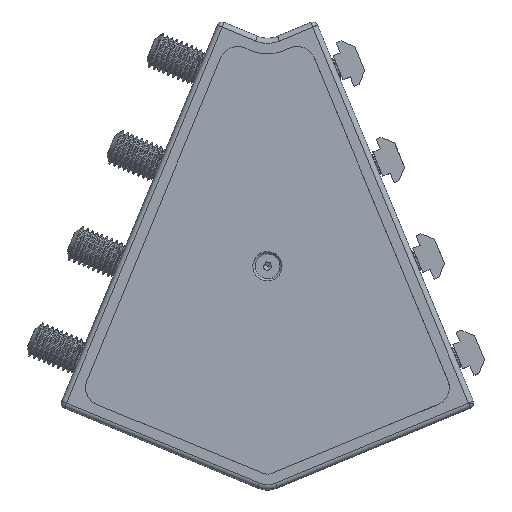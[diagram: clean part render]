
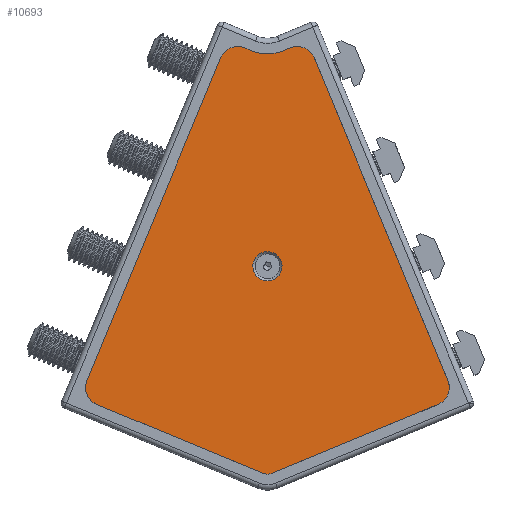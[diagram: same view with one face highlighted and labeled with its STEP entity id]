
A CAD part, top view. The second image highlights one B-rep face of the part: STEP entity #10693.
In plain terms, the highlighted planar face has unit normal (0, 0, 1).
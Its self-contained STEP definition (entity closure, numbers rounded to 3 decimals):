
#369 = CIRCLE ( 'NONE', #6766, 7. ) ;
#375 = CIRCLE ( 'NONE', #6767, 7. ) ;
#377 = CIRCLE ( 'NONE', #6768, 16. ) ;
#378 = CIRCLE ( 'NONE', #6769, 7. ) ;
#379 = CIRCLE ( 'NONE', #6770, 7. ) ;
#380 = CIRCLE ( 'NONE', #6771, 4. ) ;
#381 = CIRCLE ( 'NONE', #6772, 5.6 ) ;
#383 = LINE ( 'NONE', #5138, #394 ) ;
#387 = LINE ( 'NONE', #5155, #390 ) ;
#390 = VECTOR ( 'NONE', #5156, 1000. ) ;
#391 = LINE ( 'NONE', #5151, #402 ) ;
#394 = VECTOR ( 'NONE', #5160, 1000. ) ;
#402 = VECTOR ( 'NONE', #5168, 1000. ) ;
#407 = LINE ( 'NONE', #5166, #418 ) ;
#411 = LINE ( 'NONE', #5179, #414 ) ;
#414 = VECTOR ( 'NONE', #5180, 1000. ) ;
#418 = VECTOR ( 'NONE', #5183, 1000. ) ;
#427 = LINE ( 'NONE', #5194, #430 ) ;
#430 = VECTOR ( 'NONE', #5195, 1000. ) ;
#436 = CIRCLE ( 'NONE', #6774, 5.6 ) ;
#5126 = CARTESIAN_POINT ( 'NONE',  ( -59.751, 92.65, 3. ) ) ;
#5127 = DIRECTION ( 'NONE',  ( 0., 0., 1. ) ) ;
#5128 = DIRECTION ( 'NONE',  ( 1., 0., 0. ) ) ;
#5129 = CARTESIAN_POINT ( 'NONE',  ( 35.001, -2.102, 3. ) ) ;
#5130 = DIRECTION ( 'NONE',  ( 0., 0., 1. ) ) ;
#5131 = DIRECTION ( 'NONE',  ( 1., 0., 0. ) ) ;
#5132 = CARTESIAN_POINT ( 'NONE',  ( 49.236, -20.394, 3. ) ) ;
#5133 = DIRECTION ( 'NONE',  ( 0., 0., -1. ) ) ;
#5134 = DIRECTION ( 'NONE',  ( 1., 0., 0. ) ) ;
#5135 = CARTESIAN_POINT ( 'NONE',  ( 26.236, -23.263, 3. ) ) ;
#5136 = DIRECTION ( 'NONE',  ( 0., 0., 1. ) ) ;
#5137 = DIRECTION ( 'NONE',  ( 1., 0., 0. ) ) ;
#5138 = CARTESIAN_POINT ( 'NONE',  ( 33.236, -30.263, 3. ) ) ;
#5139 = CARTESIAN_POINT ( 'NONE',  ( -107.764, -23.263, 3. ) ) ;
#5140 = DIRECTION ( 'NONE',  ( 0., 0., 1. ) ) ;
#5141 = DIRECTION ( 'NONE',  ( 1., 0., 0. ) ) ;
#5143 = CARTESIAN_POINT ( 'NONE',  ( -110.764, 45.88, 3. ) ) ;
#5144 = DIRECTION ( 'NONE',  ( 0., 0., 1. ) ) ;
#5145 = DIRECTION ( 'NONE',  ( 1., 0., 0. ) ) ;
#5148 = CARTESIAN_POINT ( 'NONE',  ( -40.764, 16.885, 3. ) ) ;
#5149 = DIRECTION ( 'NONE',  ( 0., 0., 1. ) ) ;
#5150 = DIRECTION ( 'NONE',  ( 1., 0., 0. ) ) ;
#5151 = CARTESIAN_POINT ( 'NONE',  ( 33.236, -30.263, 3. ) ) ;
#5155 = CARTESIAN_POINT ( 'NONE',  ( 44.901, -2.102, 3. ) ) ;
#5156 = DIRECTION ( 'NONE',  ( 0.707, 0.707, 0. ) ) ;
#5160 = DIRECTION ( 'NONE',  ( 0., 1., 0. ) ) ;
#5166 = CARTESIAN_POINT ( 'NONE',  ( -59.751, 102.55, 3. ) ) ;
#5168 = DIRECTION ( 'NONE',  ( 1., 0., 0. ) ) ;
#5179 = CARTESIAN_POINT ( 'NONE',  ( -114.764, -30.263, 3. ) ) ;
#5180 = DIRECTION ( 'NONE',  ( 0., -1., 0. ) ) ;
#5183 = DIRECTION ( 'NONE',  ( -0.707, -0.707, 0. ) ) ;
#5194 = CARTESIAN_POINT ( 'NONE',  ( 44.901, -2.102, 3. ) ) ;
#5195 = DIRECTION ( 'NONE',  ( -0.707, 0.707, 0. ) ) ;
#5206 = CARTESIAN_POINT ( 'NONE',  ( -40.764, 16.885, 3. ) ) ;
#5207 = DIRECTION ( 'NONE',  ( 0., 0., 1. ) ) ;
#5208 = DIRECTION ( 'NONE',  ( 1., 0., 0. ) ) ;
#5266 = EDGE_LOOP ( 'NONE', ( #6692, #6693, #6694, #6695, #6696, #6697, #6698, #6699, #6700, #6701, #6702, #6703 ) ) ;
#5280 = EDGE_LOOP ( 'NONE', ( #6690, #6691 ) ) ;
#6690 = ORIENTED_EDGE ( 'NONE', *, *, #8331, .F. ) ;
#6691 = ORIENTED_EDGE ( 'NONE', *, *, #8360, .F. ) ;
#6692 = ORIENTED_EDGE ( 'NONE', *, *, #8349, .T. ) ;
#6693 = ORIENTED_EDGE ( 'NONE', *, *, #8330, .T. ) ;
#6694 = ORIENTED_EDGE ( 'NONE', *, *, #8347, .T. ) ;
#6695 = ORIENTED_EDGE ( 'NONE', *, *, #8329, .T. ) ;
#6696 = ORIENTED_EDGE ( 'NONE', *, *, #8341, .T. ) ;
#6697 = ORIENTED_EDGE ( 'NONE', *, *, #8328, .T. ) ;
#6698 = ORIENTED_EDGE ( 'NONE', *, *, #8337, .T. ) ;
#6699 = ORIENTED_EDGE ( 'NONE', *, *, #8327, .T. ) ;
#6700 = ORIENTED_EDGE ( 'NONE', *, *, #8335, .T. ) ;
#6701 = ORIENTED_EDGE ( 'NONE', *, *, #8326, .T. ) ;
#6702 = ORIENTED_EDGE ( 'NONE', *, *, #8355, .T. ) ;
#6703 = ORIENTED_EDGE ( 'NONE', *, *, #8325, .T. ) ;
#6766 = AXIS2_PLACEMENT_3D ( 'NONE', #5126, #5127, #5128 ) ;
#6767 = AXIS2_PLACEMENT_3D ( 'NONE', #5129, #5130, #5131 ) ;
#6768 = AXIS2_PLACEMENT_3D ( 'NONE', #5132, #5133, #5134 ) ;
#6769 = AXIS2_PLACEMENT_3D ( 'NONE', #5135, #5136, #5137 ) ;
#6770 = AXIS2_PLACEMENT_3D ( 'NONE', #5139, #5140, #5141 ) ;
#6771 = AXIS2_PLACEMENT_3D ( 'NONE', #5143, #5144, #5145 ) ;
#6772 = AXIS2_PLACEMENT_3D ( 'NONE', #5148, #5149, #5150 ) ;
#6774 = AXIS2_PLACEMENT_3D ( 'NONE', #5206, #5207, #5208 ) ;
#8325 = EDGE_CURVE ( 'NONE', #17757, #17742, #369, .T. ) ;
#8326 = EDGE_CURVE ( 'NONE', #17728, #17747, #375, .T. ) ;
#8327 = EDGE_CURVE ( 'NONE', #17729, #17731, #377, .T. ) ;
#8328 = EDGE_CURVE ( 'NONE', #17733, #17730, #378, .T. ) ;
#8329 = EDGE_CURVE ( 'NONE', #17740, #17734, #379, .T. ) ;
#8330 = EDGE_CURVE ( 'NONE', #17741, #17743, #380, .T. ) ;
#8331 = EDGE_CURVE ( 'NONE', #17750, #17751, #381, .T. ) ;
#8335 = EDGE_CURVE ( 'NONE', #17731, #17728, #387, .T. ) ;
#8337 = EDGE_CURVE ( 'NONE', #17730, #17729, #383, .T. ) ;
#8341 = EDGE_CURVE ( 'NONE', #17734, #17733, #391, .T. ) ;
#8347 = EDGE_CURVE ( 'NONE', #17743, #17740, #411, .T. ) ;
#8349 = EDGE_CURVE ( 'NONE', #17742, #17741, #407, .T. ) ;
#8355 = EDGE_CURVE ( 'NONE', #17747, #17757, #427, .T. ) ;
#8360 = EDGE_CURVE ( 'NONE', #17751, #17750, #436, .T. ) ;
#9172 = AXIS2_PLACEMENT_3D ( 'NONE', #10367, #10376, #10377 ) ;
#10367 = CARTESIAN_POINT ( 'NONE',  ( 0., 0., 3. ) ) ;
#10371 = PLANE ( 'NONE',  #9172 ) ;
#10376 = DIRECTION ( 'NONE',  ( 0., 0., 1. ) ) ;
#10377 = DIRECTION ( 'NONE',  ( 1., 0., 0. ) ) ;
#10693 = ADVANCED_FACE ( 'NONE', ( #16746, #16749 ), #10371, .T. ) ;
#16746 = FACE_BOUND ( 'NONE', #5280, .T. ) ;
#16749 = FACE_OUTER_BOUND ( 'NONE', #5266, .T. ) ;
#17728 = VERTEX_POINT ( 'NONE', #18525 ) ;
#17729 = VERTEX_POINT ( 'NONE', #18526 ) ;
#17730 = VERTEX_POINT ( 'NONE', #18527 ) ;
#17731 = VERTEX_POINT ( 'NONE', #18528 ) ;
#17733 = VERTEX_POINT ( 'NONE', #18530 ) ;
#17734 = VERTEX_POINT ( 'NONE', #18531 ) ;
#17740 = VERTEX_POINT ( 'NONE', #18537 ) ;
#17741 = VERTEX_POINT ( 'NONE', #18538 ) ;
#17742 = VERTEX_POINT ( 'NONE', #18539 ) ;
#17743 = VERTEX_POINT ( 'NONE', #18540 ) ;
#17747 = VERTEX_POINT ( 'NONE', #18544 ) ;
#17750 = VERTEX_POINT ( 'NONE', #18547 ) ;
#17751 = VERTEX_POINT ( 'NONE', #18548 ) ;
#17757 = VERTEX_POINT ( 'NONE', #18554 ) ;
#18525 = CARTESIAN_POINT ( 'NONE',  ( 39.951, -7.052, 3. ) ) ;
#18526 = CARTESIAN_POINT ( 'NONE',  ( 33.236, -20.394, 3. ) ) ;
#18527 = CARTESIAN_POINT ( 'NONE',  ( 33.236, -23.263, 3. ) ) ;
#18528 = CARTESIAN_POINT ( 'NONE',  ( 37.922, -9.08, 3. ) ) ;
#18530 = CARTESIAN_POINT ( 'NONE',  ( 26.236, -30.263, 3. ) ) ;
#18531 = CARTESIAN_POINT ( 'NONE',  ( -107.764, -30.263, 3. ) ) ;
#18537 = CARTESIAN_POINT ( 'NONE',  ( -114.764, -23.263, 3. ) ) ;
#18538 = CARTESIAN_POINT ( 'NONE',  ( -113.593, 48.708, 3. ) ) ;
#18539 = CARTESIAN_POINT ( 'NONE',  ( -64.701, 97.6, 3. ) ) ;
#18540 = CARTESIAN_POINT ( 'NONE',  ( -114.764, 45.88, 3. ) ) ;
#18544 = CARTESIAN_POINT ( 'NONE',  ( 39.951, 2.848, 3. ) ) ;
#18547 = CARTESIAN_POINT ( 'NONE',  ( -35.164, 16.885, 3. ) ) ;
#18548 = CARTESIAN_POINT ( 'NONE',  ( -46.364, 16.885, 3. ) ) ;
#18554 = CARTESIAN_POINT ( 'NONE',  ( -54.801, 97.6, 3. ) ) ;
